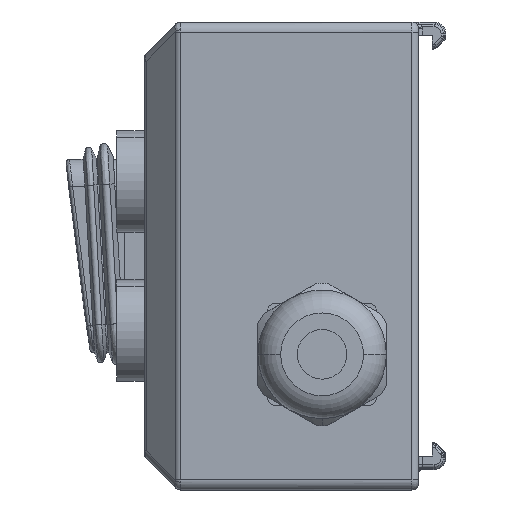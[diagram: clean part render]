
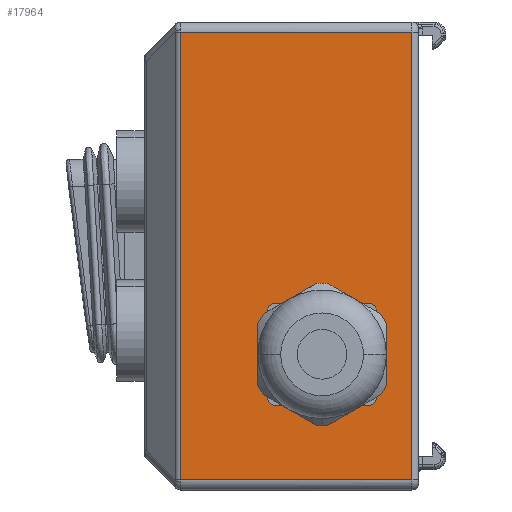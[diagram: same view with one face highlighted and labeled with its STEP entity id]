
A CAD part, left-side view. The second image highlights one B-rep face of the part: STEP entity #17964.
In plain terms, the highlighted planar face has unit normal (-1, 0, 0).
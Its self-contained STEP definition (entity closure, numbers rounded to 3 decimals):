
#5838 = AXIS2_PLACEMENT_3D ( 'NONE', #12018, #12019, #12020 ) ;
#5839 = AXIS2_PLACEMENT_3D ( 'NONE', #12023, #12024, #12025 ) ;
#5840 = AXIS2_PLACEMENT_3D ( 'NONE', #12028, #12029, #12030 ) ;
#5841 = AXIS2_PLACEMENT_3D ( 'NONE', #12032, #12033, #12034 ) ;
#10981 = LINE ( 'NONE', #12011, #10997 ) ;
#10995 = CIRCLE ( 'NONE', #5838, 1. ) ;
#10996 = LINE ( 'NONE', #12031, #11011 ) ;
#10997 = VECTOR ( 'NONE', #12006, 1000. ) ;
#10998 = LINE ( 'NONE', #12015, #11000 ) ;
#10999 = CIRCLE ( 'NONE', #5839, 1. ) ;
#11000 = VECTOR ( 'NONE', #12010, 1000. ) ;
#11001 = LINE ( 'NONE', #12016, #11003 ) ;
#11002 = CIRCLE ( 'NONE', #5840, 1. ) ;
#11003 = VECTOR ( 'NONE', #12017, 1000. ) ;
#11004 = LINE ( 'NONE', #12021, #11006 ) ;
#11005 = CIRCLE ( 'NONE', #5841, 1. ) ;
#11006 = VECTOR ( 'NONE', #12022, 1000. ) ;
#11007 = LINE ( 'NONE', #12026, #11009 ) ;
#11009 = VECTOR ( 'NONE', #12027, 1000. ) ;
#11010 = LINE ( 'NONE', #12037, #11013 ) ;
#11011 = VECTOR ( 'NONE', #12036, 1000. ) ;
#11012 = LINE ( 'NONE', #12039, #11015 ) ;
#11013 = VECTOR ( 'NONE', #12038, 1000. ) ;
#11015 = VECTOR ( 'NONE', #12040, 1000. ) ;
#11579 = CARTESIAN_POINT ( 'NONE',  ( 0., 14.75, -21. ) ) ;
#11580 = CARTESIAN_POINT ( 'NONE',  ( 0., 14.75, -8. ) ) ;
#11581 = CARTESIAN_POINT ( 'NONE',  ( 0., -0.25, -7. ) ) ;
#11582 = CARTESIAN_POINT ( 'NONE',  ( 0., -1.25, -21. ) ) ;
#11585 = CARTESIAN_POINT ( 'NONE',  ( 0., 27.586, -33. ) ) ;
#11587 = CARTESIAN_POINT ( 'NONE',  ( 0., 13.75, -22. ) ) ;
#11589 = CARTESIAN_POINT ( 'NONE',  ( 0., -0.25, -22. ) ) ;
#11591 = CARTESIAN_POINT ( 'NONE',  ( 0., 13.75, -7. ) ) ;
#11592 = CARTESIAN_POINT ( 'NONE',  ( 0., -1.25, -8. ) ) ;
#11593 = CARTESIAN_POINT ( 'NONE',  ( 0., -6.5, -33. ) ) ;
#11595 = CARTESIAN_POINT ( 'NONE',  ( 0., -6.5, 33. ) ) ;
#11596 = CARTESIAN_POINT ( 'NONE',  ( 0., 27.586, 33. ) ) ;
#12006 = DIRECTION ( 'NONE',  ( 0., 1., 0. ) ) ;
#12010 = DIRECTION ( 'NONE',  ( 0., 0., 1. ) ) ;
#12011 = CARTESIAN_POINT ( 'NONE',  ( 0., -0.25, -22. ) ) ;
#12015 = CARTESIAN_POINT ( 'NONE',  ( 0., 14.75, -8. ) ) ;
#12016 = CARTESIAN_POINT ( 'NONE',  ( 0., -7.5, -7. ) ) ;
#12017 = DIRECTION ( 'NONE',  ( 0., -1., 0. ) ) ;
#12018 = CARTESIAN_POINT ( 'NONE',  ( 0., 13.75, -21. ) ) ;
#12019 = DIRECTION ( 'NONE',  ( 1., 0., 0. ) ) ;
#12020 = DIRECTION ( 'NONE',  ( 0., 0., 1. ) ) ;
#12021 = CARTESIAN_POINT ( 'NONE',  ( 0., -1.25, -8. ) ) ;
#12022 = DIRECTION ( 'NONE',  ( 0., 0., -1. ) ) ;
#12023 = CARTESIAN_POINT ( 'NONE',  ( 0., 13.75, -8. ) ) ;
#12024 = DIRECTION ( 'NONE',  ( 1., 0., 0. ) ) ;
#12025 = DIRECTION ( 'NONE',  ( 0., 0., 1. ) ) ;
#12026 = CARTESIAN_POINT ( 'NONE',  ( 0., 33., -33. ) ) ;
#12027 = DIRECTION ( 'NONE',  ( 0., -1., 0. ) ) ;
#12028 = CARTESIAN_POINT ( 'NONE',  ( 0., -0.25, -8. ) ) ;
#12029 = DIRECTION ( 'NONE',  ( 1., 0., 0. ) ) ;
#12030 = DIRECTION ( 'NONE',  ( 0., 0., 1. ) ) ;
#12031 = CARTESIAN_POINT ( 'NONE',  ( 0., -6.5, 33. ) ) ;
#12032 = CARTESIAN_POINT ( 'NONE',  ( 0., -0.25, -21. ) ) ;
#12033 = DIRECTION ( 'NONE',  ( 1., 0., 0. ) ) ;
#12034 = DIRECTION ( 'NONE',  ( 0., 0., 1. ) ) ;
#12036 = DIRECTION ( 'NONE',  ( 0., 0., 1. ) ) ;
#12037 = CARTESIAN_POINT ( 'NONE',  ( 0., 33., 33. ) ) ;
#12038 = DIRECTION ( 'NONE',  ( 0., 1., 0. ) ) ;
#12039 = CARTESIAN_POINT ( 'NONE',  ( 0., 27.586, -33. ) ) ;
#12040 = DIRECTION ( 'NONE',  ( 0., 0., -1. ) ) ;
#17964 = ADVANCED_FACE ( 'NONE', ( #23011, #23020 ), #24044, .F. ) ;
#21105 = EDGE_LOOP ( 'NONE', ( #21591, #21592, #21593, #21594 ) ) ;
#21118 = EDGE_LOOP ( 'NONE', ( #21583, #21584, #21585, #21586, #21587, #21588, #21589, #21590 ) ) ;
#21583 = ORIENTED_EDGE ( 'NONE', *, *, #22077, .T. ) ;
#21584 = ORIENTED_EDGE ( 'NONE', *, *, #22078, .T. ) ;
#21585 = ORIENTED_EDGE ( 'NONE', *, *, #22079, .T. ) ;
#21586 = ORIENTED_EDGE ( 'NONE', *, *, #22080, .T. ) ;
#21587 = ORIENTED_EDGE ( 'NONE', *, *, #22081, .T. ) ;
#21588 = ORIENTED_EDGE ( 'NONE', *, *, #22082, .T. ) ;
#21589 = ORIENTED_EDGE ( 'NONE', *, *, #22083, .T. ) ;
#21590 = ORIENTED_EDGE ( 'NONE', *, *, #22084, .T. ) ;
#21591 = ORIENTED_EDGE ( 'NONE', *, *, #22085, .T. ) ;
#21592 = ORIENTED_EDGE ( 'NONE', *, *, #22086, .T. ) ;
#21593 = ORIENTED_EDGE ( 'NONE', *, *, #22087, .T. ) ;
#21594 = ORIENTED_EDGE ( 'NONE', *, *, #22088, .T. ) ;
#21677 = VERTEX_POINT ( 'NONE', #11579 ) ;
#21678 = VERTEX_POINT ( 'NONE', #11580 ) ;
#21679 = VERTEX_POINT ( 'NONE', #11581 ) ;
#21680 = VERTEX_POINT ( 'NONE', #11582 ) ;
#21683 = VERTEX_POINT ( 'NONE', #11585 ) ;
#21685 = VERTEX_POINT ( 'NONE', #11587 ) ;
#21687 = VERTEX_POINT ( 'NONE', #11589 ) ;
#21689 = VERTEX_POINT ( 'NONE', #11591 ) ;
#21690 = VERTEX_POINT ( 'NONE', #11592 ) ;
#21691 = VERTEX_POINT ( 'NONE', #11593 ) ;
#21693 = VERTEX_POINT ( 'NONE', #11595 ) ;
#21694 = VERTEX_POINT ( 'NONE', #11596 ) ;
#22077 = EDGE_CURVE ( 'NONE', #21687, #21685, #10981, .T. ) ;
#22078 = EDGE_CURVE ( 'NONE', #21685, #21677, #10995, .T. ) ;
#22079 = EDGE_CURVE ( 'NONE', #21677, #21678, #10998, .T. ) ;
#22080 = EDGE_CURVE ( 'NONE', #21678, #21689, #10999, .T. ) ;
#22081 = EDGE_CURVE ( 'NONE', #21689, #21679, #11001, .T. ) ;
#22082 = EDGE_CURVE ( 'NONE', #21679, #21690, #11002, .T. ) ;
#22083 = EDGE_CURVE ( 'NONE', #21690, #21680, #11004, .T. ) ;
#22084 = EDGE_CURVE ( 'NONE', #21680, #21687, #11005, .T. ) ;
#22085 = EDGE_CURVE ( 'NONE', #21683, #21691, #11007, .T. ) ;
#22086 = EDGE_CURVE ( 'NONE', #21691, #21693, #10996, .T. ) ;
#22087 = EDGE_CURVE ( 'NONE', #21693, #21694, #11010, .T. ) ;
#22088 = EDGE_CURVE ( 'NONE', #21694, #21683, #11012, .T. ) ;
#23011 = FACE_BOUND ( 'NONE', #21118, .T. ) ;
#23020 = FACE_OUTER_BOUND ( 'NONE', #21105, .T. ) ;
#24043 = CARTESIAN_POINT ( 'NONE',  ( 0., 33., 34.5 ) ) ;
#24044 = PLANE ( 'NONE',  #24544 ) ;
#24049 = DIRECTION ( 'NONE',  ( 1., 0., 0. ) ) ;
#24050 = DIRECTION ( 'NONE',  ( 0., 0., -1. ) ) ;
#24544 = AXIS2_PLACEMENT_3D ( 'NONE', #24043, #24049, #24050 ) ;
